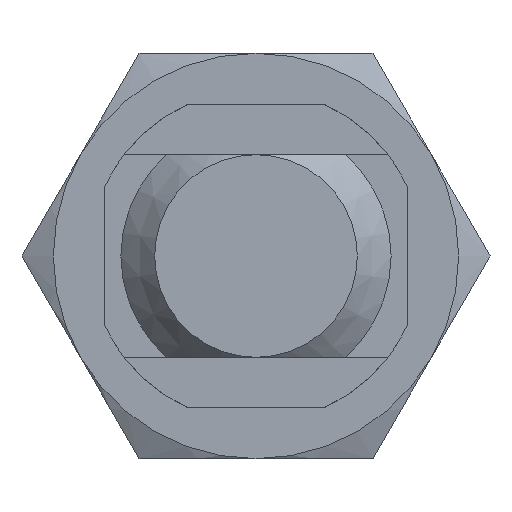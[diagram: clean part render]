
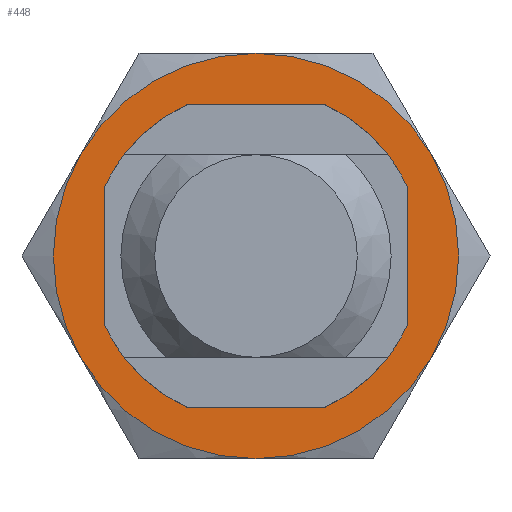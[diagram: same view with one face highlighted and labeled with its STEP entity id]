
A CAD part, left-side view. The second image highlights one B-rep face of the part: STEP entity #448.
In plain terms, the highlighted planar face has unit normal (-1, 0, 0).
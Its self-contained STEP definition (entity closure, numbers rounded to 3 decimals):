
#52 = EDGE_LOOP ( 'NONE', ( #622, #4552 ) ) ;
#90 = EDGE_CURVE ( 'NONE', #4366, #4021, #1485, .T. ) ;
#120 = DIRECTION ( 'NONE',  ( 0., 0., -1. ) ) ;
#130 = ORIENTED_EDGE ( 'NONE', *, *, #1324, .T. ) ;
#311 = CARTESIAN_POINT ( 'NONE',  ( 4., 0., 0. ) ) ;
#370 = CARTESIAN_POINT ( 'NONE',  ( 4., 0., 0. ) ) ;
#426 = DIRECTION ( 'NONE',  ( -1., 0., 0. ) ) ;
#429 = CIRCLE ( 'NONE', #3040, 12. ) ;
#448 = ADVANCED_FACE ( 'NONE', ( #2186, #1773 ), #2844, .F. ) ;
#500 = CARTESIAN_POINT ( 'NONE',  ( 4., 0., 0. ) ) ;
#622 = ORIENTED_EDGE ( 'NONE', *, *, #3532, .F. ) ;
#639 = DIRECTION ( 'NONE',  ( -1., 0., 0. ) ) ;
#768 = CARTESIAN_POINT ( 'NONE',  ( 4., 0., -12. ) ) ;
#782 = DIRECTION ( 'NONE',  ( -1., 0., 0. ) ) ;
#850 = AXIS2_PLACEMENT_3D ( 'NONE', #2473, #993, #4262 ) ;
#853 = ORIENTED_EDGE ( 'NONE', *, *, #3149, .T. ) ;
#993 = DIRECTION ( 'NONE',  ( -1., 0., 0. ) ) ;
#1031 = DIRECTION ( 'NONE',  ( -1., 0., 0. ) ) ;
#1083 = DIRECTION ( 'NONE',  ( 1., 0., 0. ) ) ;
#1112 = DIRECTION ( 'NONE',  ( 0., 0., -1. ) ) ;
#1305 = DIRECTION ( 'NONE',  ( 0., 0., -1. ) ) ;
#1324 = EDGE_CURVE ( 'NONE', #4021, #1554, #2991, .T. ) ;
#1446 = CARTESIAN_POINT ( 'NONE',  ( 4., -10.392, -6. ) ) ;
#1485 = CIRCLE ( 'NONE', #2763, 12. ) ;
#1495 = CARTESIAN_POINT ( 'NONE',  ( 4., 0., 12. ) ) ;
#1507 = CARTESIAN_POINT ( 'NONE',  ( 4., -10.392, 6. ) ) ;
#1513 = DIRECTION ( 'NONE',  ( -1., 0., 0. ) ) ;
#1548 = DIRECTION ( 'NONE',  ( 0., 0., -1. ) ) ;
#1554 = VERTEX_POINT ( 'NONE', #3782 ) ;
#1635 = CARTESIAN_POINT ( 'NONE',  ( 4., 0., -8. ) ) ;
#1773 = FACE_OUTER_BOUND ( 'NONE', #1988, .T. ) ;
#1776 = DIRECTION ( 'NONE',  ( 0., 0., -1. ) ) ;
#1793 = AXIS2_PLACEMENT_3D ( 'NONE', #3128, #4556, #1305 ) ;
#1808 = DIRECTION ( 'NONE',  ( 0., 0., -1. ) ) ;
#1868 = VERTEX_POINT ( 'NONE', #2226 ) ;
#1893 = DIRECTION ( 'NONE',  ( 0., 0., -1. ) ) ;
#1988 = EDGE_LOOP ( 'NONE', ( #2891, #3802, #3148, #130, #853, #2820 ) ) ;
#2186 = FACE_BOUND ( 'NONE', #52, .T. ) ;
#2203 = CIRCLE ( 'NONE', #4368, 12. ) ;
#2226 = CARTESIAN_POINT ( 'NONE',  ( 4., 10.392, -6. ) ) ;
#2473 = CARTESIAN_POINT ( 'NONE',  ( 4., 0., 0. ) ) ;
#2588 = DIRECTION ( 'NONE',  ( -1., 0., 0. ) ) ;
#2652 = CIRCLE ( 'NONE', #4055, 8. ) ;
#2658 = CARTESIAN_POINT ( 'NONE',  ( 4., 0., 8. ) ) ;
#2763 = AXIS2_PLACEMENT_3D ( 'NONE', #4357, #426, #1548 ) ;
#2820 = ORIENTED_EDGE ( 'NONE', *, *, #3458, .T. ) ;
#2844 = PLANE ( 'NONE',  #3131 ) ;
#2891 = ORIENTED_EDGE ( 'NONE', *, *, #3695, .T. ) ;
#2953 = CARTESIAN_POINT ( 'NONE',  ( 4., 0., 0. ) ) ;
#2991 = CIRCLE ( 'NONE', #4184, 12. ) ;
#3040 = AXIS2_PLACEMENT_3D ( 'NONE', #500, #1513, #1893 ) ;
#3126 = EDGE_CURVE ( 'NONE', #4536, #4173, #3988, .T. ) ;
#3128 = CARTESIAN_POINT ( 'NONE',  ( 4., 0., 0. ) ) ;
#3131 = AXIS2_PLACEMENT_3D ( 'NONE', #311, #1083, #3921 ) ;
#3148 = ORIENTED_EDGE ( 'NONE', *, *, #90, .T. ) ;
#3149 = EDGE_CURVE ( 'NONE', #1554, #1868, #2203, .T. ) ;
#3458 = EDGE_CURVE ( 'NONE', #1868, #3955, #3539, .T. ) ;
#3532 = EDGE_CURVE ( 'NONE', #4173, #4536, #2652, .T. ) ;
#3539 = CIRCLE ( 'NONE', #850, 12. ) ;
#3695 = EDGE_CURVE ( 'NONE', #3955, #3817, #4005, .T. ) ;
#3759 = AXIS2_PLACEMENT_3D ( 'NONE', #3972, #2588, #120 ) ;
#3782 = CARTESIAN_POINT ( 'NONE',  ( 4., 10.392, 6. ) ) ;
#3802 = ORIENTED_EDGE ( 'NONE', *, *, #3904, .T. ) ;
#3817 = VERTEX_POINT ( 'NONE', #1446 ) ;
#3836 = CARTESIAN_POINT ( 'NONE',  ( 4., 0., 0. ) ) ;
#3904 = EDGE_CURVE ( 'NONE', #3817, #4366, #429, .T. ) ;
#3921 = DIRECTION ( 'NONE',  ( 0., -1., 0. ) ) ;
#3955 = VERTEX_POINT ( 'NONE', #768 ) ;
#3972 = CARTESIAN_POINT ( 'NONE',  ( 4., 0., 0. ) ) ;
#3988 = CIRCLE ( 'NONE', #3759, 8. ) ;
#4005 = CIRCLE ( 'NONE', #1793, 12. ) ;
#4021 = VERTEX_POINT ( 'NONE', #1495 ) ;
#4055 = AXIS2_PLACEMENT_3D ( 'NONE', #3836, #639, #1776 ) ;
#4173 = VERTEX_POINT ( 'NONE', #1635 ) ;
#4184 = AXIS2_PLACEMENT_3D ( 'NONE', #370, #1031, #1808 ) ;
#4262 = DIRECTION ( 'NONE',  ( 0., 0., -1. ) ) ;
#4357 = CARTESIAN_POINT ( 'NONE',  ( 4., 0., 0. ) ) ;
#4366 = VERTEX_POINT ( 'NONE', #1507 ) ;
#4368 = AXIS2_PLACEMENT_3D ( 'NONE', #2953, #782, #1112 ) ;
#4536 = VERTEX_POINT ( 'NONE', #2658 ) ;
#4552 = ORIENTED_EDGE ( 'NONE', *, *, #3126, .F. ) ;
#4556 = DIRECTION ( 'NONE',  ( -1., 0., 0. ) ) ;
